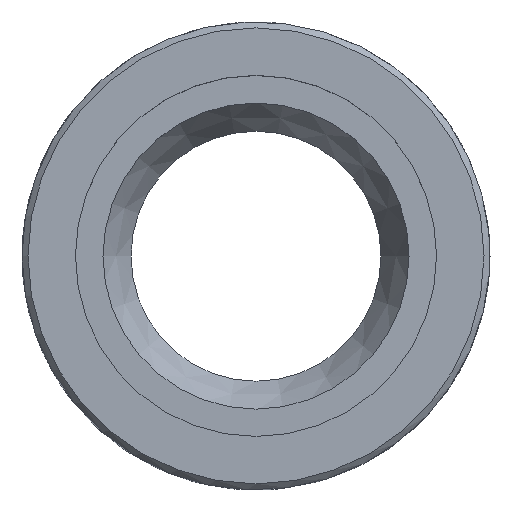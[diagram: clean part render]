
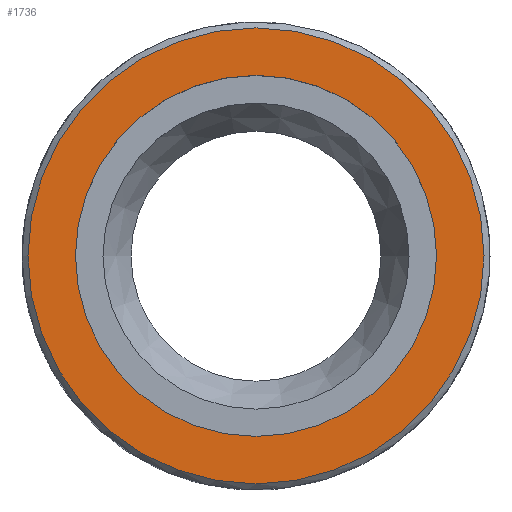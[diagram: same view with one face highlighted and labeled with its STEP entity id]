
A CAD part, top view. The second image highlights one B-rep face of the part: STEP entity #1736.
In plain terms, the highlighted planar face has unit normal (0, 0, 1).
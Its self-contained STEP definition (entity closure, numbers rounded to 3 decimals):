
#118=CIRCLE('',#1886,24.188);
#119=CIRCLE('',#1887,30.55);
#585=ORIENTED_EDGE('',*,*,#790,.T.);
#586=ORIENTED_EDGE('',*,*,#791,.F.);
#790=EDGE_CURVE('',#905,#905,#118,.T.);
#791=EDGE_CURVE('',#906,#906,#119,.T.);
#905=VERTEX_POINT('',#2681);
#906=VERTEX_POINT('',#2683);
#991=EDGE_LOOP('',(#585));
#992=EDGE_LOOP('',(#586));
#1081=FACE_BOUND('',#991,.T.);
#1082=FACE_BOUND('',#992,.T.);
#1140=PLANE('',#1885);
#1736=ADVANCED_FACE('',(#1081,#1082),#1140,.F.);
#1885=AXIS2_PLACEMENT_3D('',#2679,#2243,#2244);
#1886=AXIS2_PLACEMENT_3D('',#2680,#2245,#2246);
#1887=AXIS2_PLACEMENT_3D('',#2682,#2247,#2248);
#2243=DIRECTION('',(0.,0.,-1.));
#2244=DIRECTION('',(-1.,0.,0.));
#2245=DIRECTION('',(0.,0.,-1.));
#2246=DIRECTION('',(1.,0.,0.));
#2247=DIRECTION('',(0.,0.,-1.));
#2248=DIRECTION('',(-1.,0.,0.));
#2679=CARTESIAN_POINT('',(31.35,0.,25.5));
#2680=CARTESIAN_POINT('',(0.,0.,25.5));
#2681=CARTESIAN_POINT('',(24.188,0.,25.5));
#2682=CARTESIAN_POINT('',(0.,0.,25.5));
#2683=CARTESIAN_POINT('',(-30.55,0.,25.5));
